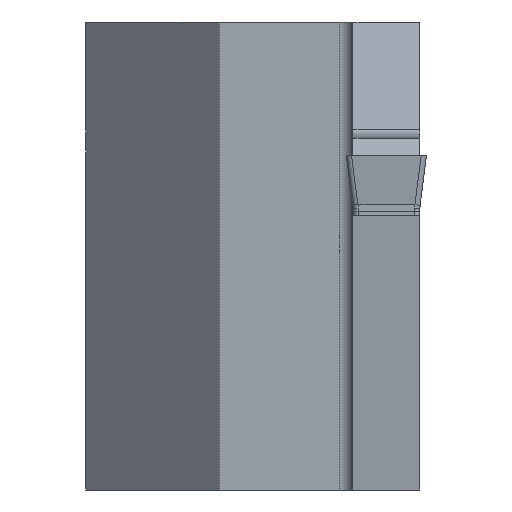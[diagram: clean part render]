
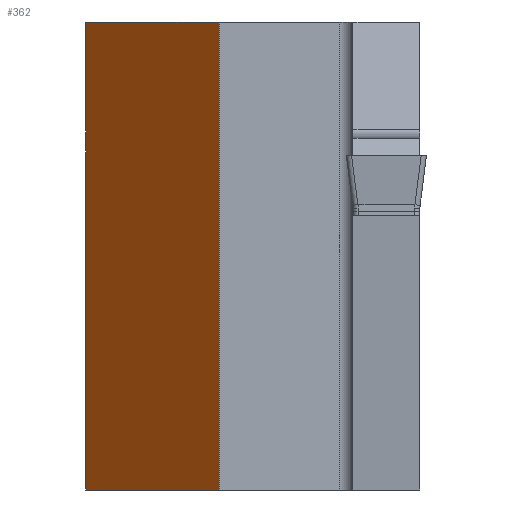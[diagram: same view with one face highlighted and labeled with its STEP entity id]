
A CAD part, left-side view. The second image highlights one B-rep face of the part: STEP entity #362.
In plain terms, the highlighted planar face has unit normal (-0.707, 0.707, 0).
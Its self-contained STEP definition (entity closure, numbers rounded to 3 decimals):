
#362=ADVANCED_FACE('',(#453),#415,.F.);
#415=PLANE('',#1334);
#453=FACE_OUTER_BOUND('',#508,.T.);
#508=EDGE_LOOP('',(#644,#645,#646,#647));
#644=ORIENTED_EDGE('',*,*,#992,.F.);
#645=ORIENTED_EDGE('',*,*,#996,.F.);
#646=ORIENTED_EDGE('',*,*,#986,.F.);
#647=ORIENTED_EDGE('',*,*,#983,.F.);
#884=VERTEX_POINT('',#1773);
#886=VERTEX_POINT('',#1776);
#888=VERTEX_POINT('',#1782);
#890=VERTEX_POINT('',#1790);
#983=EDGE_CURVE('',#884,#886,#1129,.T.);
#986=EDGE_CURVE('',#886,#888,#1132,.T.);
#992=EDGE_CURVE('',#890,#884,#1137,.T.);
#996=EDGE_CURVE('',#888,#890,#1140,.T.);
#1129=LINE('',#1775,#1230);
#1132=LINE('',#1781,#1233);
#1137=LINE('',#1792,#1238);
#1140=LINE('',#1797,#1241);
#1230=VECTOR('',#1449,1.);
#1233=VECTOR('',#1454,1.);
#1238=VECTOR('',#1463,1.);
#1241=VECTOR('',#1470,1.);
#1334=AXIS2_PLACEMENT_3D('',#1821,#1501,#1502);
#1449=DIRECTION('',(0.,0.,-1.));
#1454=DIRECTION('',(0.707,0.707,0.));
#1463=DIRECTION('',(-0.707,-0.707,0.));
#1470=DIRECTION('',(0.,0.,1.));
#1501=DIRECTION('',(0.707,-0.707,0.));
#1502=DIRECTION('',(0.707,0.707,0.));
#1773=CARTESIAN_POINT('',(26.,15.,10.));
#1775=CARTESIAN_POINT('',(26.,15.,30.));
#1776=CARTESIAN_POINT('',(26.,15.,-25.));
#1781=CARTESIAN_POINT('',(36.,25.,-25.));
#1782=CARTESIAN_POINT('',(36.,25.,-25.));
#1790=CARTESIAN_POINT('',(36.,25.,10.));
#1792=CARTESIAN_POINT('',(36.,25.,10.));
#1797=CARTESIAN_POINT('',(36.,25.,30.));
#1821=CARTESIAN_POINT('',(36.,25.,30.));
